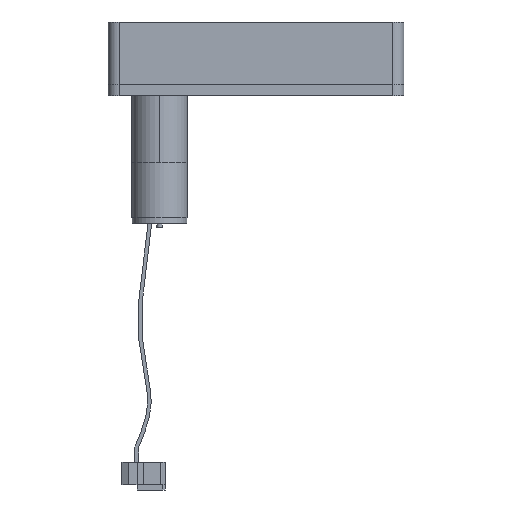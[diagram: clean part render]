
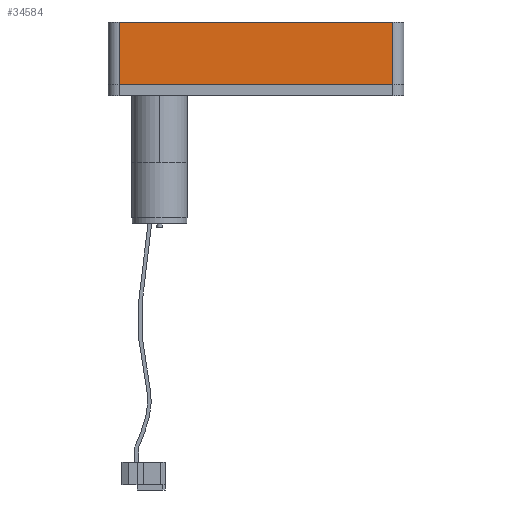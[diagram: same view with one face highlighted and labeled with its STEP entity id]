
A CAD part, left-side view. The second image highlights one B-rep face of the part: STEP entity #34584.
In plain terms, the highlighted planar face has unit normal (-1, 0, 0).
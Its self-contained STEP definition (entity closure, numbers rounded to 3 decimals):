
#2342 = VECTOR ( 'NONE', #35532, 1000. ) ;
#2461 = ORIENTED_EDGE ( 'NONE', *, *, #17898, .T. ) ;
#4185 = VERTEX_POINT ( 'NONE', #47132 ) ;
#5645 = LINE ( 'NONE', #35823, #18476 ) ;
#6882 = DIRECTION ( 'NONE',  ( 0., 0., -1. ) ) ;
#8309 = EDGE_LOOP ( 'NONE', ( #48762, #2461, #8447, #45538 ) ) ;
#8447 = ORIENTED_EDGE ( 'NONE', *, *, #41675, .F. ) ;
#9372 = LINE ( 'NONE', #35054, #20337 ) ;
#9750 = DIRECTION ( 'NONE',  ( 0., 1., 0. ) ) ;
#10874 = AXIS2_PLACEMENT_3D ( 'NONE', #40818, #13360, #9750 ) ;
#11814 = DIRECTION ( 'NONE',  ( 0., -1., 0. ) ) ;
#12410 = CARTESIAN_POINT ( 'NONE',  ( -47.919, -29.837, 17. ) ) ;
#13303 = VERTEX_POINT ( 'NONE', #26483 ) ;
#13360 = DIRECTION ( 'NONE',  ( 1., 0., 0. ) ) ;
#13446 = VERTEX_POINT ( 'NONE', #35032 ) ;
#17898 = EDGE_CURVE ( 'NONE', #4185, #40431, #5645, .T. ) ;
#18476 = VECTOR ( 'NONE', #24519, 1000. ) ;
#20337 = VECTOR ( 'NONE', #11814, 1000. ) ;
#23148 = VECTOR ( 'NONE', #6882, 1000. ) ;
#24519 = DIRECTION ( 'NONE',  ( 0., 0., 1. ) ) ;
#26483 = CARTESIAN_POINT ( 'NONE',  ( -47.919, 44.163, 0. ) ) ;
#27977 = CARTESIAN_POINT ( 'NONE',  ( -47.919, 47.163, 17. ) ) ;
#33710 = EDGE_CURVE ( 'NONE', #13446, #13303, #42107, .T. ) ;
#34584 = ADVANCED_FACE ( 'NONE', ( #43180 ), #45096, .F. ) ;
#35032 = CARTESIAN_POINT ( 'NONE',  ( -47.919, 44.163, 17. ) ) ;
#35054 = CARTESIAN_POINT ( 'NONE',  ( -47.919, 47.163, 0. ) ) ;
#35532 = DIRECTION ( 'NONE',  ( 0., -1., 0. ) ) ;
#35823 = CARTESIAN_POINT ( 'NONE',  ( -47.919, -29.837, 17. ) ) ;
#37746 = LINE ( 'NONE', #27977, #2342 ) ;
#37766 = EDGE_CURVE ( 'NONE', #13303, #4185, #9372, .T. ) ;
#40431 = VERTEX_POINT ( 'NONE', #12410 ) ;
#40818 = CARTESIAN_POINT ( 'NONE',  ( -47.919, 47.163, 17. ) ) ;
#41675 = EDGE_CURVE ( 'NONE', #13446, #40431, #37746, .T. ) ;
#42107 = LINE ( 'NONE', #45781, #23148 ) ;
#43180 = FACE_OUTER_BOUND ( 'NONE', #8309, .T. ) ;
#45096 = PLANE ( 'NONE',  #10874 ) ;
#45538 = ORIENTED_EDGE ( 'NONE', *, *, #33710, .T. ) ;
#45781 = CARTESIAN_POINT ( 'NONE',  ( -47.919, 44.163, 17. ) ) ;
#47132 = CARTESIAN_POINT ( 'NONE',  ( -47.919, -29.837, 0. ) ) ;
#48762 = ORIENTED_EDGE ( 'NONE', *, *, #37766, .T. ) ;
